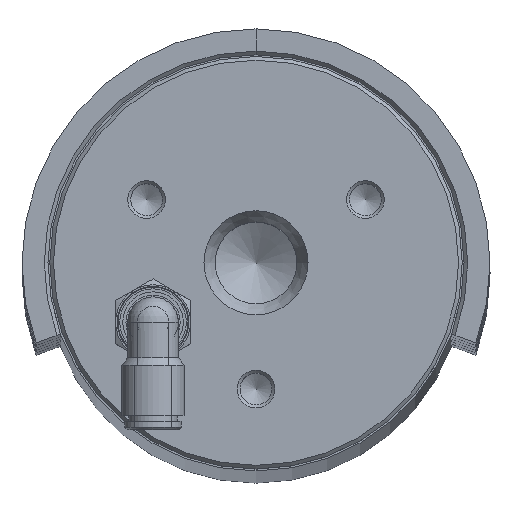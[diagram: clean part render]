
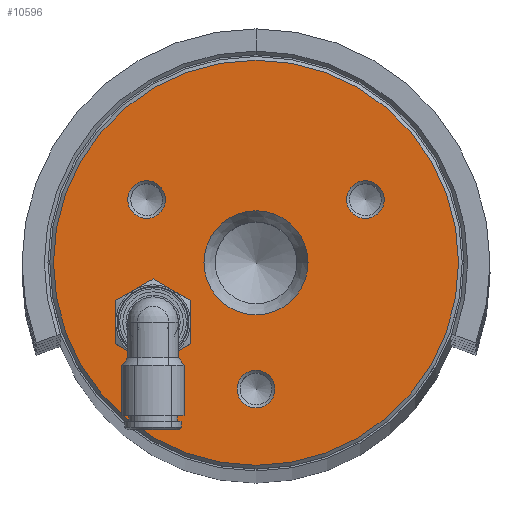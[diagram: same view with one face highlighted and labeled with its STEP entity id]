
A CAD part, top view. The second image highlights one B-rep face of the part: STEP entity #10596.
In plain terms, the highlighted face is planar.
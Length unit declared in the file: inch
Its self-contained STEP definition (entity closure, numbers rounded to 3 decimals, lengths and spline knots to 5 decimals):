
#77 = VERTEX_POINT ( 'NONE', #5062 ) ;
#111 = ORIENTED_EDGE ( 'NONE', *, *, #10924, .F. ) ;
#333 = VERTEX_POINT ( 'NONE', #4392 ) ;
#373 = DIRECTION ( 'NONE',  ( -1., 0., 0. ) ) ;
#416 = DIRECTION ( 'NONE',  ( -1., 0., 0. ) ) ;
#478 = CARTESIAN_POINT ( 'NONE',  ( -0.92015, 0.53125, -1.8775 ) ) ;
#710 = FACE_BOUND ( 'NONE', #2762, .T. ) ;
#730 = CARTESIAN_POINT ( 'NONE',  ( -0.25998, 1., -1.8775 ) ) ;
#745 = DIRECTION ( 'NONE',  ( -1., 0., 0. ) ) ;
#919 = AXIS2_PLACEMENT_3D ( 'NONE', #1482, #2433, #416 ) ;
#1325 = CIRCLE ( 'NONE', #3050, 0.15846 ) ;
#1410 = CARTESIAN_POINT ( 'NONE',  ( 0.92015, 0.53125, -1.8775 ) ) ;
#1423 = CARTESIAN_POINT ( 'NONE',  ( 0., 0., -1.8775 ) ) ;
#1482 = CARTESIAN_POINT ( 'NONE',  ( 0., 0., -1.8775 ) ) ;
#1491 = EDGE_CURVE ( 'NONE', #77, #77, #1325, .T. ) ;
#1551 = CIRCLE ( 'NONE', #12152, 1.704 ) ;
#2346 = EDGE_LOOP ( 'NONE', ( #5411 ) ) ;
#2433 = DIRECTION ( 'NONE',  ( 0., 0., -1. ) ) ;
#2762 = EDGE_LOOP ( 'NONE', ( #3860 ) ) ;
#3050 = AXIS2_PLACEMENT_3D ( 'NONE', #5354, #7165, #373 ) ;
#3164 = FACE_OUTER_BOUND ( 'NONE', #9948, .T. ) ;
#3300 = AXIS2_PLACEMENT_3D ( 'NONE', #3816, #4601, #745 ) ;
#3513 = ORIENTED_EDGE ( 'NONE', *, *, #1491, .F. ) ;
#3816 = CARTESIAN_POINT ( 'NONE',  ( 0., 1., -1.8775 ) ) ;
#3860 = ORIENTED_EDGE ( 'NONE', *, *, #11239, .F. ) ;
#4223 = DIRECTION ( 'NONE',  ( -1., 0., 0. ) ) ;
#4392 = CARTESIAN_POINT ( 'NONE',  ( -1.704, 0., -1.8775 ) ) ;
#4469 = DIRECTION ( 'NONE',  ( -1., 0., 0. ) ) ;
#4601 = DIRECTION ( 'NONE',  ( 0., 0., -1. ) ) ;
#4662 = EDGE_LOOP ( 'NONE', ( #111 ) ) ;
#4897 = FACE_BOUND ( 'NONE', #11452, .T. ) ;
#4920 = EDGE_CURVE ( 'NONE', #7440, #7440, #11918, .T. ) ;
#5062 = CARTESIAN_POINT ( 'NONE',  ( -0.15846, -1.0625, -1.8775 ) ) ;
#5354 = CARTESIAN_POINT ( 'NONE',  ( 0., -1.0625, -1.8775 ) ) ;
#5411 = ORIENTED_EDGE ( 'NONE', *, *, #8482, .F. ) ;
#5529 = DIRECTION ( 'NONE',  ( -1., 0., 0. ) ) ;
#5585 = CIRCLE ( 'NONE', #919, 0.4375 ) ;
#5875 = ORIENTED_EDGE ( 'NONE', *, *, #8490, .T. ) ;
#6202 = AXIS2_PLACEMENT_3D ( 'NONE', #478, #9668, #4469 ) ;
#6320 = CARTESIAN_POINT ( 'NONE',  ( -1.07862, 0.53125, -1.8775 ) ) ;
#6839 = VERTEX_POINT ( 'NONE', #9843 ) ;
#6898 = CARTESIAN_POINT ( 'NONE',  ( 1.75, -6.6443, -1.8775 ) ) ;
#6960 = FACE_BOUND ( 'NONE', #8855, .T. ) ;
#7022 = ORIENTED_EDGE ( 'NONE', *, *, #4920, .F. ) ;
#7165 = DIRECTION ( 'NONE',  ( 0., 0., -1. ) ) ;
#7440 = VERTEX_POINT ( 'NONE', #6320 ) ;
#7532 = CIRCLE ( 'NONE', #3300, 0.25998 ) ;
#7894 = FACE_BOUND ( 'NONE', #4662, .T. ) ;
#7917 = AXIS2_PLACEMENT_3D ( 'NONE', #6898, #12863, #8210 ) ;
#8210 = DIRECTION ( 'NONE',  ( -1., 0., 0. ) ) ;
#8482 = EDGE_CURVE ( 'NONE', #12531, #12531, #5585, .T. ) ;
#8490 = EDGE_CURVE ( 'NONE', #333, #333, #1551, .T. ) ;
#8855 = EDGE_LOOP ( 'NONE', ( #7022 ) ) ;
#8950 = PLANE ( 'NONE',  #7917 ) ;
#9449 = CARTESIAN_POINT ( 'NONE',  ( -0.4375, 0., -1.8775 ) ) ;
#9604 = CIRCLE ( 'NONE', #11285, 0.15846 ) ;
#9668 = DIRECTION ( 'NONE',  ( 0., 0., -1. ) ) ;
#9843 = CARTESIAN_POINT ( 'NONE',  ( 0.76169, 0.53125, -1.8775 ) ) ;
#9948 = EDGE_LOOP ( 'NONE', ( #5875 ) ) ;
#10596 = ADVANCED_FACE ( 'NONE', ( #4897, #7894, #6960, #710, #12991, #3164 ), #8950, .T. ) ;
#10924 = EDGE_CURVE ( 'NONE', #6839, #6839, #9604, .T. ) ;
#11239 = EDGE_CURVE ( 'NONE', #11751, #11751, #7532, .T. ) ;
#11285 = AXIS2_PLACEMENT_3D ( 'NONE', #1410, #12548, #5529 ) ;
#11452 = EDGE_LOOP ( 'NONE', ( #3513 ) ) ;
#11578 = DIRECTION ( 'NONE',  ( 0., 0., -1. ) ) ;
#11751 = VERTEX_POINT ( 'NONE', #730 ) ;
#11918 = CIRCLE ( 'NONE', #6202, 0.15846 ) ;
#12152 = AXIS2_PLACEMENT_3D ( 'NONE', #1423, #11578, #4223 ) ;
#12531 = VERTEX_POINT ( 'NONE', #9449 ) ;
#12548 = DIRECTION ( 'NONE',  ( 0., 0., -1. ) ) ;
#12863 = DIRECTION ( 'NONE',  ( 0., 0., -1. ) ) ;
#12991 = FACE_BOUND ( 'NONE', #2346, .T. ) ;
